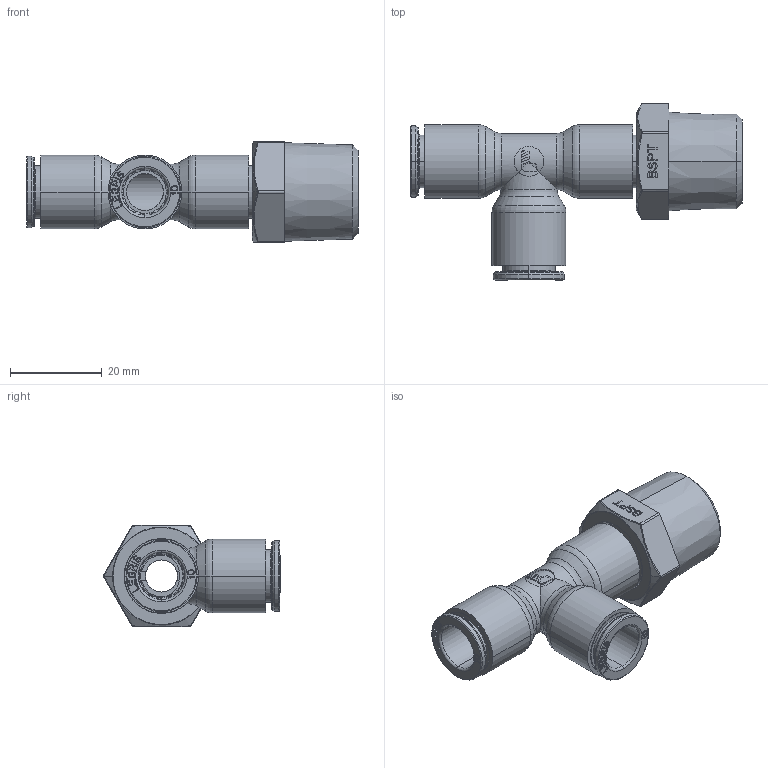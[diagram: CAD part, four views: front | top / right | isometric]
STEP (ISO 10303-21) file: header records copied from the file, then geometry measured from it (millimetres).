
FILE_DESCRIPTION(('STEP AP214'),'1');
FILE_NAME('6873_10_21.stp','2016-07-07T14:46:20',('TraceParts'),('TraceParts S.A.'),'Spatial InterOp 3D',' ',' ');
FILE_SCHEMA(('automotive_design'));
Length unit declared in the file: millimetre
Products named in the file (17): 6873 10 21|44110-19_ASM_1748#44110-19_ASM|44110-32_1744#44110-32;Solide1; 6873 10 21|44110-19_ASM_1748#44110-19_ASM|44110_1745#44110;Solide1; 6873 10 21|44110-19_ASM_1748#44110-19_ASM|44110-30_1746#44110-30;Solide1; 6873 10 21|44110-19_ASM_1748#44110-19_ASM|44110-40_1747#44110-40;Solide1; 6873 10 21|44110-19_ASM_1750#44110-19_ASM|44110-32_1744#44110-32;Solide1; 6873 10 21|44110-19_ASM_1750#44110-19_ASM|44110_1745#44110;Solide1; 6873 10 21|44110-19_ASM_1750#44110-19_ASM|44110-30_1746#44110-30;Solide1; 6873 10 21|44110-19_ASM_1750#44110-19_ASM|44110-40_1747#44110-40;Solide1; 6873 10 21|44110-19_ASM_1752#44110-19_ASM|44110-32_1744#44110-32;Solide1; 6873 10 21|44110-19_ASM_1752#44110-19_ASM|44110_1745#44110;Solide1; 6873 10 21|44110-19_ASM_1752#44110-19_ASM|44110-30_1746#44110-30;Solide1; 6873 10 21|44110-19_ASM_1752#44110-19_ASM|44110-40_1747#44110-40;Solide1; 6873 10 21|44520-04_1743#44520-04;Solide1; 6873 10 21|44110-11-10-ASM_1749#44110-11-10-ASM;Solide1; 6873 10 21|44110-11-10-ASM_1751#44110-11-10-ASM;Solide1; 6873 10 21|44110-11-10-ASM_1753#44110-11-10-ASM;Solide1; 6873 10 21|44520-59_RAINURE_1754#44520-59_RAINURE;Solide1
Bounding box: 72.3 x 38.52 x 22 mm (x, y, z)
Volume: 12101.8 mm3; surface area: 17108.8 mm2
Topology: 17 solids, 17 shells, 2178 faces, 5592 edges, 3522 vertices
Faces by surface type: plane 984, cylinder 355, bspline 284, torus 283, cone 272
Entity records: 95998 total; most frequent: CARTESIAN_POINT 26085, ORIENTED_EDGE 11184, DIRECTION 10412, EDGE_CURVE 5592, AXIS2_PLACEMENT_3D 3539, VERTEX_POINT 3522, LINE 3334, VECTOR 3334
